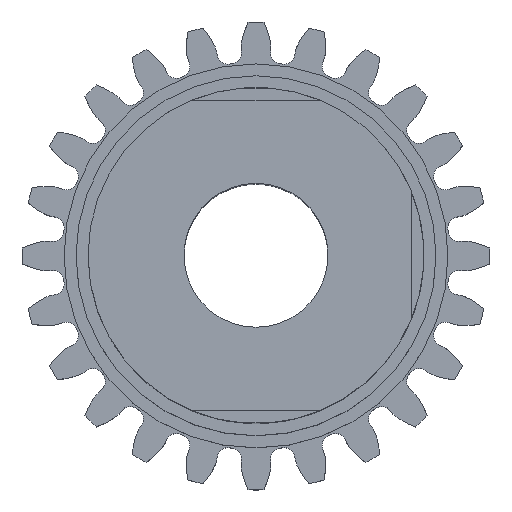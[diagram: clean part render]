
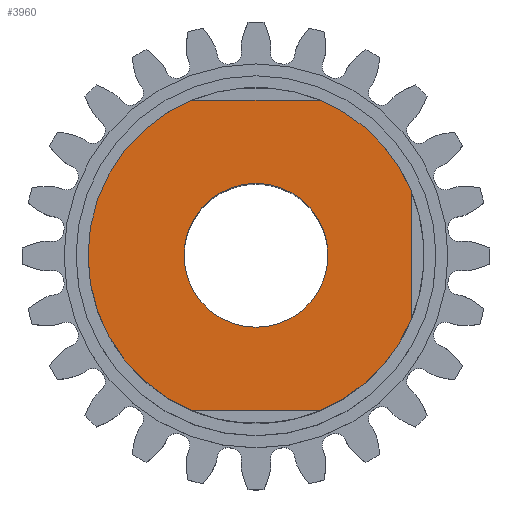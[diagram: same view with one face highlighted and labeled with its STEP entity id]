
A CAD part, top view. The second image highlights one B-rep face of the part: STEP entity #3960.
In plain terms, the highlighted planar face has unit normal (0, 0, 1).
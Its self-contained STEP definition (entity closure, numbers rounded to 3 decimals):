
#178=FACE_BOUND('',#590,.T.);
#191=PLANE('',#4207);
#366=FACE_OUTER_BOUND('',#589,.T.);
#589=EDGE_LOOP('',(#2733,#2734,#2735,#2736,#2737,#2738,#2739));
#590=EDGE_LOOP('',(#2740));
#808=LINE('',#5715,#1120);
#814=LINE('',#5735,#1126);
#820=LINE('',#5755,#1132);
#1120=VECTOR('',#4607,10.);
#1126=VECTOR('',#4627,10.);
#1132=VECTOR('',#4647,10.);
#1437=CIRCLE('',#4208,14.);
#1438=CIRCLE('',#4209,14.);
#1439=CIRCLE('',#4210,14.);
#1440=CIRCLE('',#4211,14.);
#1441=CIRCLE('',#4212,6.);
#1652=VERTEX_POINT('',#5712);
#1653=VERTEX_POINT('',#5714);
#1659=VERTEX_POINT('',#5732);
#1660=VERTEX_POINT('',#5734);
#1666=VERTEX_POINT('',#5752);
#1667=VERTEX_POINT('',#5754);
#1668=VERTEX_POINT('',#5759);
#1669=VERTEX_POINT('',#5764);
#2071=EDGE_CURVE('',#1653,#1652,#808,.T.);
#2080=EDGE_CURVE('',#1660,#1659,#814,.T.);
#2089=EDGE_CURVE('',#1667,#1666,#820,.T.);
#2091=EDGE_CURVE('',#1659,#1668,#1437,.T.);
#2092=EDGE_CURVE('',#1668,#1653,#1438,.T.);
#2093=EDGE_CURVE('',#1652,#1667,#1439,.T.);
#2094=EDGE_CURVE('',#1666,#1660,#1440,.T.);
#2095=EDGE_CURVE('',#1669,#1669,#1441,.T.);
#2733=ORIENTED_EDGE('',*,*,#2091,.T.);
#2734=ORIENTED_EDGE('',*,*,#2092,.T.);
#2735=ORIENTED_EDGE('',*,*,#2071,.T.);
#2736=ORIENTED_EDGE('',*,*,#2093,.T.);
#2737=ORIENTED_EDGE('',*,*,#2089,.T.);
#2738=ORIENTED_EDGE('',*,*,#2094,.T.);
#2739=ORIENTED_EDGE('',*,*,#2080,.T.);
#2740=ORIENTED_EDGE('',*,*,#2095,.T.);
#3960=ADVANCED_FACE('',(#366,#178),#191,.T.);
#4207=AXIS2_PLACEMENT_3D('',#5758,#4651,#4652);
#4208=AXIS2_PLACEMENT_3D('',#5760,#4653,#4654);
#4209=AXIS2_PLACEMENT_3D('',#5761,#4655,#4656);
#4210=AXIS2_PLACEMENT_3D('',#5762,#4657,#4658);
#4211=AXIS2_PLACEMENT_3D('',#5763,#4659,#4660);
#4212=AXIS2_PLACEMENT_3D('',#5765,#4661,#4662);
#4607=DIRECTION('',(-1.,0.,0.));
#4627=DIRECTION('',(1.,0.,0.));
#4647=DIRECTION('',(0.,-1.,0.));
#4651=DIRECTION('center_axis',(0.,0.,
1.));
#4652=DIRECTION('ref_axis',(-1.,0.,0.));
#4653=DIRECTION('center_axis',(0.,0.,
1.));
#4654=DIRECTION('ref_axis',(-1.,0.,0.));
#4655=DIRECTION('center_axis',(0.,0.,
1.));
#4656=DIRECTION('ref_axis',(-1.,0.,0.));
#4657=DIRECTION('center_axis',(0.,0.,
1.));
#4658=DIRECTION('ref_axis',(-1.,0.,0.));
#4659=DIRECTION('center_axis',(0.,0.,
1.));
#4660=DIRECTION('ref_axis',(-1.,0.,0.));
#4661=DIRECTION('center_axis',(0.,0.,
-1.));
#4662=DIRECTION('ref_axis',(-1.,0.,0.));
#5712=CARTESIAN_POINT('',(-5.358,12.934,37.));
#5714=CARTESIAN_POINT('',(5.358,12.934,37.));
#5715=CARTESIAN_POINT('',(5.358,12.934,37.));
#5732=CARTESIAN_POINT('',(5.358,-12.934,37.));
#5734=CARTESIAN_POINT('',(-5.358,-12.934,37.));
#5735=CARTESIAN_POINT('',(5.358,-12.934,37.));
#5752=CARTESIAN_POINT('',(-12.934,-5.358,37.));
#5754=CARTESIAN_POINT('',(-12.934,5.358,37.));
#5755=CARTESIAN_POINT('',(-12.934,5.358,37.));
#5758=CARTESIAN_POINT('Origin',(0.533,0.,
37.));
#5759=CARTESIAN_POINT('',(14.,0.,37.));
#5760=CARTESIAN_POINT('Origin',(0.,0.,
37.));
#5761=CARTESIAN_POINT('Origin',(0.,0.,
37.));
#5762=CARTESIAN_POINT('Origin',(0.,0.,
37.));
#5763=CARTESIAN_POINT('Origin',(0.,0.,
37.));
#5764=CARTESIAN_POINT('',(6.,0.,37.));
#5765=CARTESIAN_POINT('Origin',(0.,0.,
37.));
